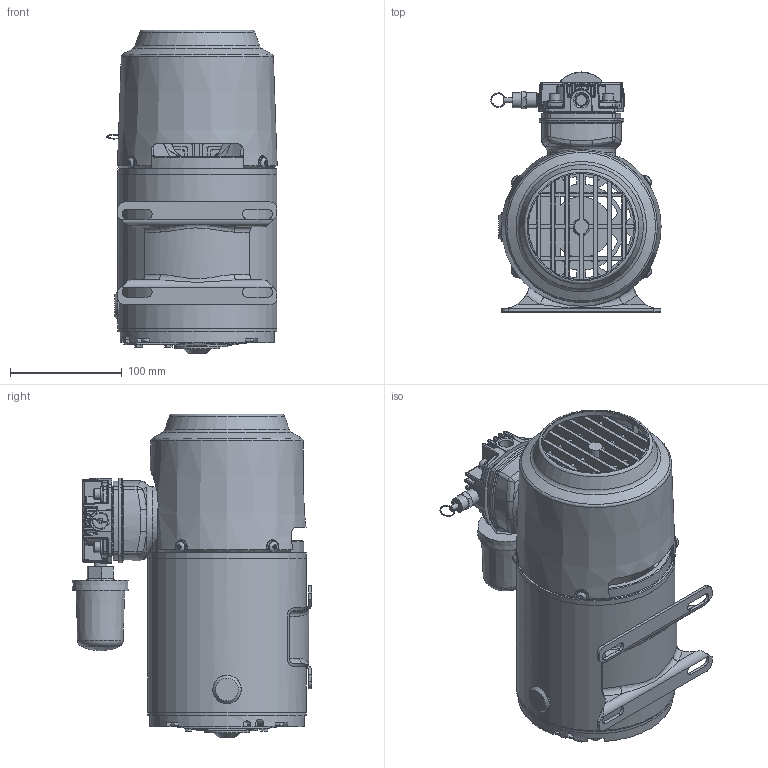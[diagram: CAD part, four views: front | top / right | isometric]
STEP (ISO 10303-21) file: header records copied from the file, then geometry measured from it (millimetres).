
FILE_DESCRIPTION (( 'STEP AP214' ), '1' );
FILE_NAME ('1HAB-10-M100X.STEP', '2025-04-16T11:03:44', ( '' ), ( '' ), 'SwSTEP 2.0', 'SolidWorks 2023', '' );
FILE_SCHEMA (( 'AUTOMOTIVE_DESIGN' ));
Length unit declared in the file: inch
Products named in the file (2): 1HAB-10-M100X_Imported bodies; 1HAB-10-M100X
Assembly tree (1 placements, depth 2):
  1HAB-10-M100X
    1HAB-10-M100X_Imported bodies
Bounding box: 152.66 x 215.14 x 290.25 mm (x, y, z)
Surface area: 409381.4 mm2 (no closed solid volume)
Topology: 0 solids, 26 shells, 2761 faces, 7167 edges, 4389 vertices
Faces by surface type: plane 1137, bspline 843, cylinder 419, cone 215, torus 102, sphere 45
Full cylindrical faces by diameter (mm): 3.454 x8, 4.166 x4, 4.699 x1, 4.826 x2, 5.69 x4, 6.35 x4, 6.604 x4, 9.525 x4, 9.754 x4, 12.7 x4, 13.716 x2, 14.478 x1, 15.24 x1, 17.018 x1, 20.066 x1, 25.4 x1, 40.132 x1, 47.612 x1, 50.8 x3, 60.452 x1, 127 x2, 137.312 x1, 138.43 x1, 138.963 x1, 139.09 x1, 141.478 x1, 142.24 x1, 142.494 x2
Entity records: 106279 total; most frequent: CARTESIAN_POINT 49429, ORIENTED_EDGE 13796, DIRECTION 8753, EDGE_CURVE 6908, VERTEX_POINT 4310, AXIS2_PLACEMENT_3D 3355, B_SPLINE_CURVE_WITH_KNOTS 3125, EDGE_LOOP 3042
